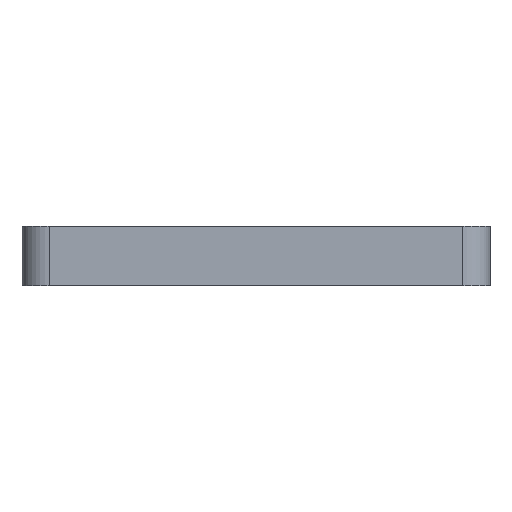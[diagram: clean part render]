
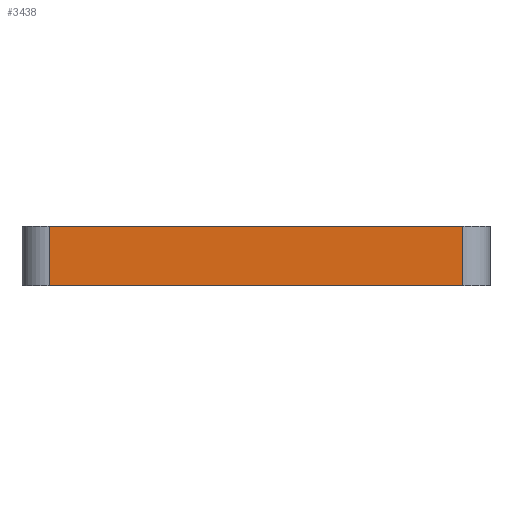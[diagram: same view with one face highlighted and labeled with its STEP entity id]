
A CAD part, front view. The second image highlights one B-rep face of the part: STEP entity #3438.
In plain terms, the highlighted planar face has unit normal (0, -1, 0).
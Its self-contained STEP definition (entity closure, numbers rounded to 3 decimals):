
#209=PLANE('',#3669);
#371=FACE_OUTER_BOUND('',#564,.T.);
#564=EDGE_LOOP('',(#2894,#2895,#2896,#2897));
#744=LINE('',#5076,#1147);
#928=LINE('',#5517,#1331);
#931=LINE('',#5524,#1334);
#932=LINE('',#5526,#1335);
#1147=VECTOR('',#3940,10.);
#1331=VECTOR('',#4310,10.);
#1334=VECTOR('',#4321,10.);
#1335=VECTOR('',#4324,10.);
#1570=VERTEX_POINT('',#5073);
#1571=VERTEX_POINT('',#5075);
#1734=VERTEX_POINT('',#5514);
#1735=VERTEX_POINT('',#5516);
#1937=EDGE_CURVE('',#1570,#1571,#744,.T.);
#2160=EDGE_CURVE('',#1734,#1735,#928,.T.);
#2164=EDGE_CURVE('',#1571,#1734,#931,.T.);
#2165=EDGE_CURVE('',#1570,#1735,#932,.T.);
#2894=ORIENTED_EDGE('',*,*,#2164,.F.);
#2895=ORIENTED_EDGE('',*,*,#1937,.F.);
#2896=ORIENTED_EDGE('',*,*,#2165,.T.);
#2897=ORIENTED_EDGE('',*,*,#2160,.F.);
#3438=ADVANCED_FACE('',(#371),#209,.T.);
#3669=AXIS2_PLACEMENT_3D('',#5525,#4322,#4323);
#3940=DIRECTION('',(1.,0.,0.));
#4310=DIRECTION('',(-1.,0.,0.));
#4321=DIRECTION('',(0.,0.,-1.));
#4322=DIRECTION('center_axis',(0.,-1.,0.));
#4323=DIRECTION('ref_axis',(1.,0.,0.));
#4324=DIRECTION('',(0.,0.,-1.));
#5073=CARTESIAN_POINT('',(-37.94,-46.125,9.75));
#5075=CARTESIAN_POINT('',(37.94,-46.125,9.75));
#5076=CARTESIAN_POINT('',(37.94,-46.125,9.75));
#5514=CARTESIAN_POINT('',(37.94,-46.125,-1.2));
#5516=CARTESIAN_POINT('',(-37.94,-46.125,-1.2));
#5517=CARTESIAN_POINT('',(37.94,-46.125,-1.2));
#5524=CARTESIAN_POINT('',(37.94,-46.125,0.));
#5525=CARTESIAN_POINT('Origin',(-37.94,-46.125,0.));
#5526=CARTESIAN_POINT('',(-37.94,-46.125,0.));
